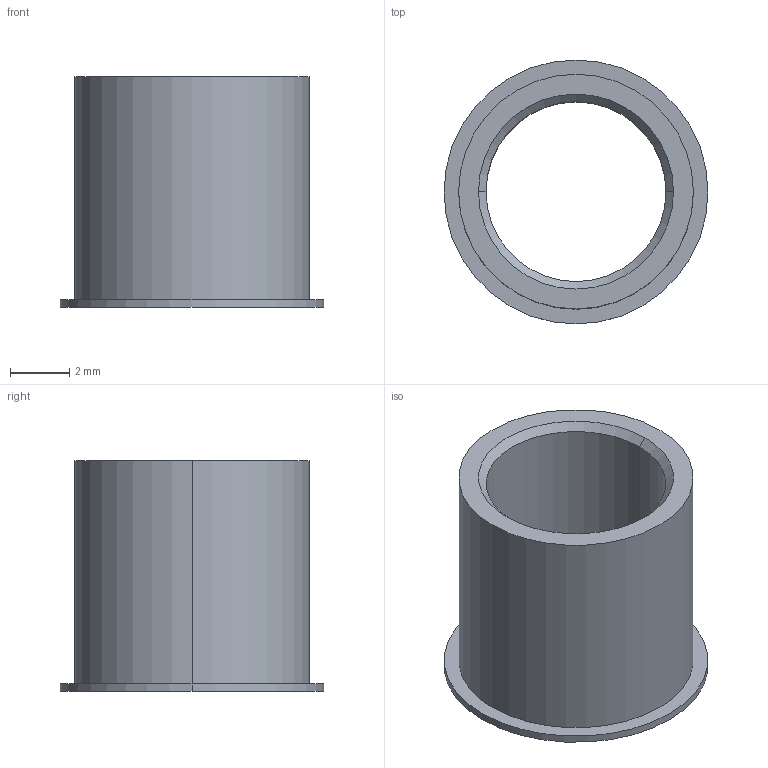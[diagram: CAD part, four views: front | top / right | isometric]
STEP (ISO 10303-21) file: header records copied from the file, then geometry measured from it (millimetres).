
FILE_DESCRIPTION (( 'STEP AP203' ), '1' );
FILE_NAME ('98625A586_NO THREADS_0.313 Long Brass Insert for 1 4 -100 Thread Ultra-Fine-Thread Ball-Point Set Screw.STEP', '2021-07-11T08:53:26', ( 'Administrator' ), ( 'Managed by Terraform' ), 'SwSTEP 2.0', 'SolidWorks 2017', '' );
FILE_SCHEMA (( 'CONFIG_CONTROL_DESIGN' ));
Length unit declared in the file: inch
Products named in the file (1): 98625A586_NO THREADS_0.313  Long Brass Insert for 1 4 -100 Thread Ultra-Fine-Thread Ball-Point Set Screw
Bounding box: 8.94 x 8.94 x 7.82 mm (x, y, z)
Volume: 162.1 mm3; surface area: 407.7 mm2
Topology: 1 solids, 1 shells, 13 faces, 26 edges, 16 vertices
Faces by surface type: cylinder 6, cone 4, plane 3
Entity records: 427 total; most frequent: DIRECTION 70, CARTESIAN_POINT 56, ORIENTED_EDGE 52, AXIS2_PLACEMENT_3D 30, EDGE_CURVE 26, VERTEX_POINT 16, CIRCLE 16, EDGE_LOOP 16
